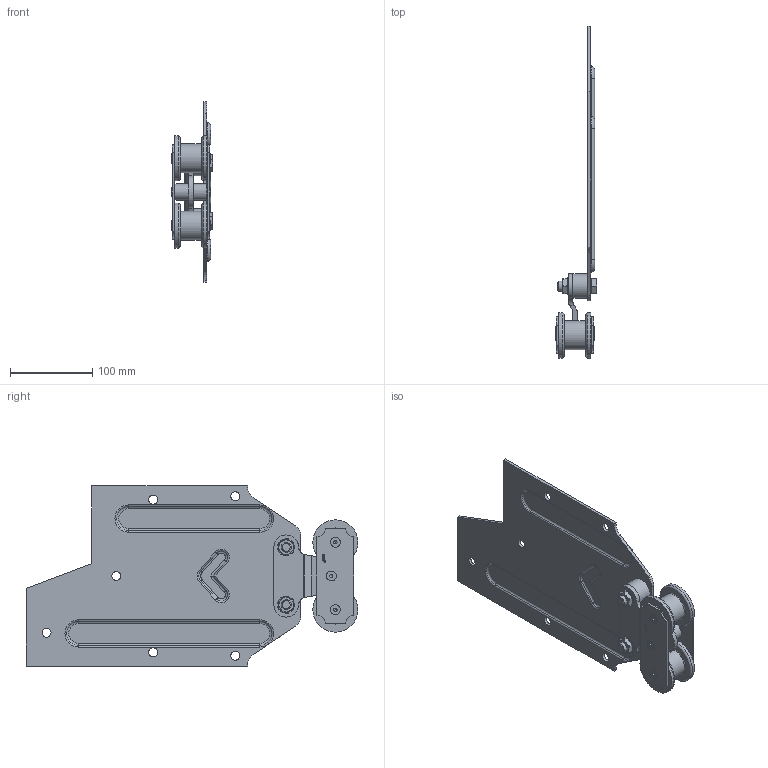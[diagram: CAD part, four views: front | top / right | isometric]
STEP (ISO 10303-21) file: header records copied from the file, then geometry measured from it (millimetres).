
FILE_DESCRIPTION(/* description */ (''),/* implementation_level */ '2;1');
FILE_NAME(/* name */ '261.stp',/* time_stamp */ '2019-06-17T16:58:53+02:00',/* author */ ('DBARI'),/* organization */ (''),/* preprocessor_version */ 'ST-DEVELOPER v17.2',/* originating_system */ 'Autodesk Inventor 2019',/* authorisation */ '');
FILE_SCHEMA (('AUTOMOTIVE_DESIGN { 1 0 10303 214 3 1 1 }'));
Length unit declared in the file: millimetre
Products named in the file (14): 261; 15108; 14540; 05045; 15285; 14955; 06012; 15535; 15537 MONT; 09017; 04532; CAG6; 15056; 15658
Assembly tree (31 placements, depth 3):
  261
    15108  x2
    14540  x2
    05045  x2
    15285
    14955
    06012  x2
    15535  x2
    15537 MONT  x3
    09017  x2
    04532  x2
    CAG6  x2
      15056
      15658
Bounding box: 50.5 x 404.5 x 220 mm (x, y, z)
Volume: 435860 mm3; surface area: 238393.3 mm2
Topology: 39 solids, 39 shells, 753 faces, 1981 edges, 1297 vertices
Faces by surface type: plane 332, cylinder 325, torus 37, bspline 30, cone 26, sphere 3
Full cylindrical faces by diameter (mm): 1.7 x2, 2 x2, 4 x6, 5 x18, 8.3 x6, 8.5 x6, 10.106 x2, 11 x6, 12 x8, 12.2 x4, 12.3 x2, 12.5 x2, 16 x3, 16.2 x4, 16.4 x1, 16.63 x2, 20 x2, 25.8 x2, 26.15 x2, 30 x2, 35 x6, 55 x4
Entity records: 14272 total; most frequent: CARTESIAN_POINT 3110, DIRECTION 2377, ORIENTED_EDGE 2152, EDGE_CURVE 1076, AXIS2_PLACEMENT_3D 940, VERTEX_POINT 695, CIRCLE 498, LINE 497
